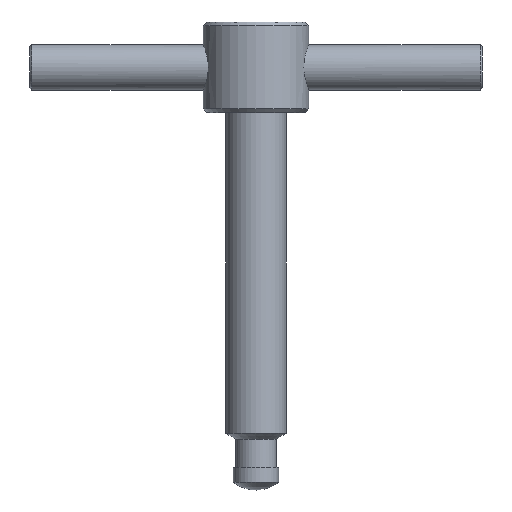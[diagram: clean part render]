
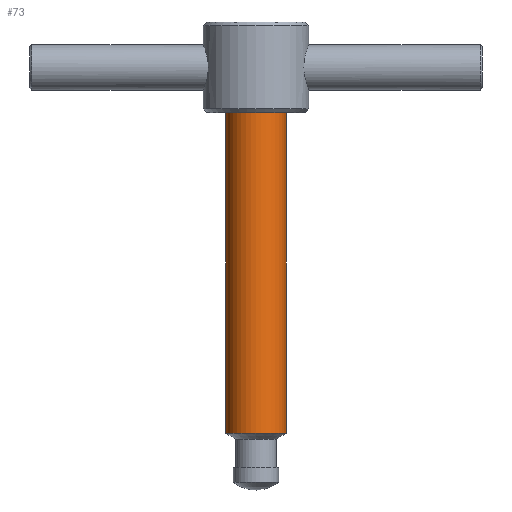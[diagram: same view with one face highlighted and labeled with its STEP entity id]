
A CAD part, top view. The second image highlights one B-rep face of the part: STEP entity #73.
In plain terms, the highlighted cylindrical face has radius 4 mm (diameter 8 mm), a full revolution.
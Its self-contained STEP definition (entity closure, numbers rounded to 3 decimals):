
#73 = ADVANCED_FACE( '', ( #155, #156 ), #157, .T. );
#155 = FACE_OUTER_BOUND( '', #229, .T. );
#156 = FACE_OUTER_BOUND( '', #230, .T. );
#157 = CYLINDRICAL_SURFACE( '', #231, 4. );
#229 = EDGE_LOOP( '', ( #329 ) );
#230 = EDGE_LOOP( '', ( #330 ) );
#231 = AXIS2_PLACEMENT_3D( '', #331, #332, #333 );
#329 = ORIENTED_EDGE( '', *, *, #361, .F. );
#330 = ORIENTED_EDGE( '', *, *, #364, .T. );
#331 = CARTESIAN_POINT( '', ( 0., 0., 0. ) );
#332 = DIRECTION( '', ( 0., 1., 0. ) );
#333 = DIRECTION( '', ( 0., 0., -1. ) );
#361 = EDGE_CURVE( '', #409, #409, #410, .T. );
#364 = EDGE_CURVE( '', #413, #413, #414, .T. );
#409 = VERTEX_POINT( '', #588 );
#410 = CIRCLE( '', #589, 4. );
#413 = VERTEX_POINT( '', #592 );
#414 = CIRCLE( '', #593, 4. );
#588 = CARTESIAN_POINT( '', ( 0., 7.5, -4. ) );
#589 = AXIS2_PLACEMENT_3D( '', #632, #633, #634 );
#592 = CARTESIAN_POINT( '', ( 0., 50., -4. ) );
#593 = AXIS2_PLACEMENT_3D( '', #635, #636, #637 );
#632 = CARTESIAN_POINT( '', ( 0., 7.5, 0. ) );
#633 = DIRECTION( '', ( 0., -1., 0. ) );
#634 = DIRECTION( '', ( 0., 0., -1. ) );
#635 = CARTESIAN_POINT( '', ( 0., 50., 0. ) );
#636 = DIRECTION( '', ( 0., -1., 0. ) );
#637 = DIRECTION( '', ( 0., 0., -1. ) );
